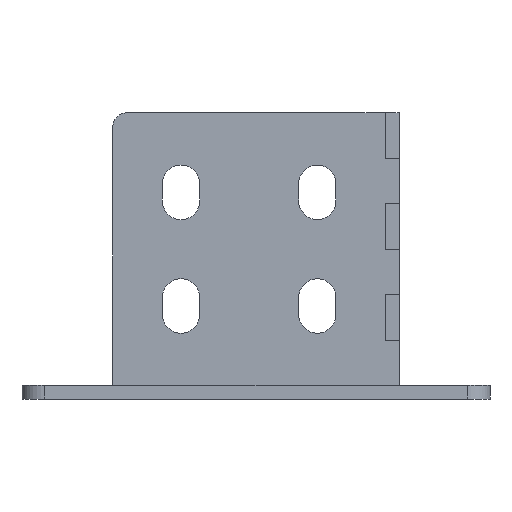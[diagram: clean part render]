
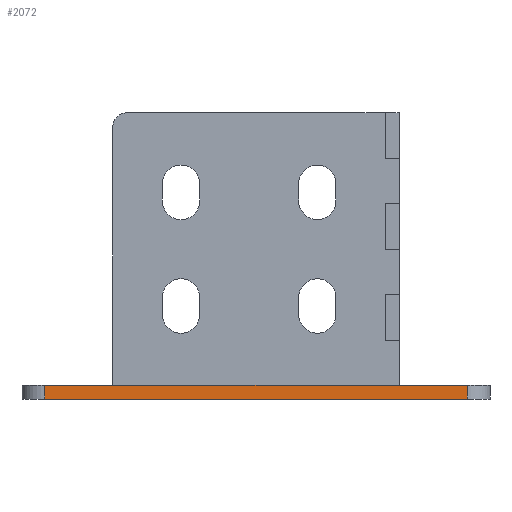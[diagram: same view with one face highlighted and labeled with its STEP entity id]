
A CAD part, left-side view. The second image highlights one B-rep face of the part: STEP entity #2072.
In plain terms, the highlighted planar face has unit normal (-1, 0, 0).
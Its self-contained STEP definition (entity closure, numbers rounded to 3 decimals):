
#153 = DIRECTION ( 'NONE',  ( 0., 0., -1. ) ) ;
#185 = FACE_OUTER_BOUND ( 'NONE', #3423, .T. ) ;
#433 = CARTESIAN_POINT ( 'NONE',  ( -51.5, -46.5, 3. ) ) ;
#927 = ORIENTED_EDGE ( 'NONE', *, *, #2877, .T. ) ;
#1024 = CARTESIAN_POINT ( 'NONE',  ( -51.5, -51.5, 0. ) ) ;
#1094 = PLANE ( 'NONE',  #2890 ) ;
#1106 = LINE ( 'NONE', #2295, #3565 ) ;
#1291 = CARTESIAN_POINT ( 'NONE',  ( -51.5, 46.5, 3. ) ) ;
#1327 = DIRECTION ( 'NONE',  ( 0., -1., 0. ) ) ;
#1368 = ORIENTED_EDGE ( 'NONE', *, *, #2161, .T. ) ;
#1373 = DIRECTION ( 'NONE',  ( 0., 0., 1. ) ) ;
#1500 = VERTEX_POINT ( 'NONE', #3008 ) ;
#1672 = EDGE_CURVE ( 'NONE', #2195, #1747, #1106, .T. ) ;
#1747 = VERTEX_POINT ( 'NONE', #1884 ) ;
#1830 = LINE ( 'NONE', #2112, #3522 ) ;
#1884 = CARTESIAN_POINT ( 'NONE',  ( -51.5, -46.5, 3. ) ) ;
#1899 = LINE ( 'NONE', #433, #2120 ) ;
#2072 = ADVANCED_FACE ( 'NONE', ( #185 ), #1094, .F. ) ;
#2085 = DIRECTION ( 'NONE',  ( 1., 0., 0. ) ) ;
#2112 = CARTESIAN_POINT ( 'NONE',  ( -51.5, 46.5, 3. ) ) ;
#2120 = VECTOR ( 'NONE', #1373, 1000. ) ;
#2161 = EDGE_CURVE ( 'NONE', #3390, #1500, #3486, .T. ) ;
#2195 = VERTEX_POINT ( 'NONE', #1291 ) ;
#2254 = EDGE_CURVE ( 'NONE', #1500, #1747, #1899, .T. ) ;
#2295 = CARTESIAN_POINT ( 'NONE',  ( -51.5, -51.5, 3. ) ) ;
#2325 = DIRECTION ( 'NONE',  ( 0., 0., -1. ) ) ;
#2471 = ORIENTED_EDGE ( 'NONE', *, *, #1672, .F. ) ;
#2831 = CARTESIAN_POINT ( 'NONE',  ( -51.5, 46.5, 0. ) ) ;
#2848 = VECTOR ( 'NONE', #1327, 1000. ) ;
#2877 = EDGE_CURVE ( 'NONE', #2195, #3390, #1830, .T. ) ;
#2890 = AXIS2_PLACEMENT_3D ( 'NONE', #3653, #2085, #2325 ) ;
#3008 = CARTESIAN_POINT ( 'NONE',  ( -51.5, -46.5, 0. ) ) ;
#3193 = ORIENTED_EDGE ( 'NONE', *, *, #2254, .T. ) ;
#3390 = VERTEX_POINT ( 'NONE', #2831 ) ;
#3423 = EDGE_LOOP ( 'NONE', ( #1368, #3193, #2471, #927 ) ) ;
#3486 = LINE ( 'NONE', #1024, #2848 ) ;
#3522 = VECTOR ( 'NONE', #153, 1000. ) ;
#3565 = VECTOR ( 'NONE', #3572, 1000. ) ;
#3572 = DIRECTION ( 'NONE',  ( 0., -1., 0. ) ) ;
#3653 = CARTESIAN_POINT ( 'NONE',  ( -51.5, -51.5, 3. ) ) ;
